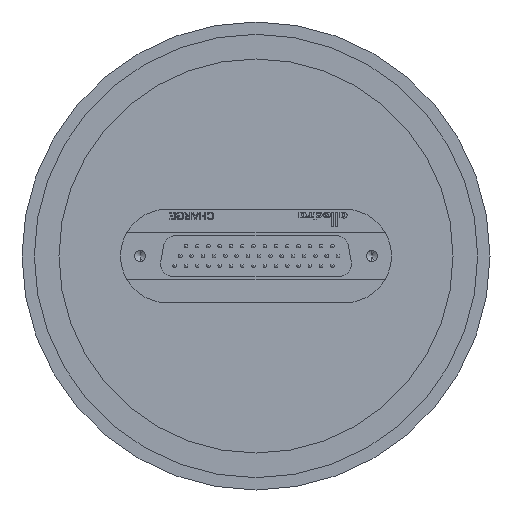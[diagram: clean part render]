
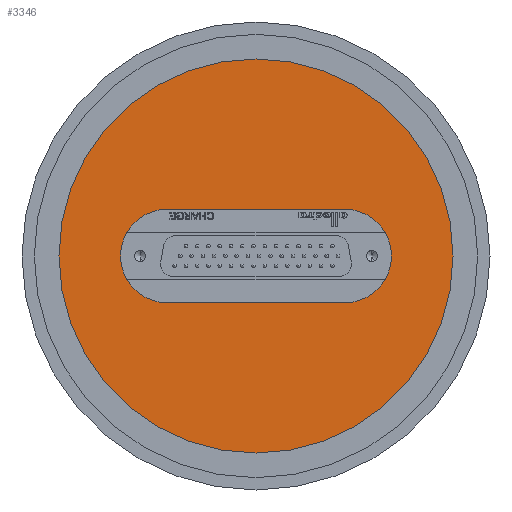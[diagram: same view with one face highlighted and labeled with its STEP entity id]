
A CAD part, front view. The second image highlights one B-rep face of the part: STEP entity #3346.
In plain terms, the highlighted planar face has unit normal (0, -1, 0).
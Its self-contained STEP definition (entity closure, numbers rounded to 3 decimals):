
#4 = AXIS2_PLACEMENT_3D ( 'NONE', #5253, #5056, #7397 ) ;
#84 = VERTEX_POINT ( 'NONE', #5220 ) ;
#505 = DIRECTION ( 'NONE',  ( 1., 0., 0. ) ) ;
#749 = ORIENTED_EDGE ( 'NONE', *, *, #2243, .T. ) ;
#1017 = DIRECTION ( 'NONE',  ( 0., -1., 0. ) ) ;
#1556 = ORIENTED_EDGE ( 'NONE', *, *, #9303, .T. ) ;
#1827 = CIRCLE ( 'NONE', #5473, 40. ) ;
#2014 = CARTESIAN_POINT ( 'NONE',  ( 0., -12., 0. ) ) ;
#2243 = EDGE_CURVE ( 'NONE', #12566, #7071, #14022, .T. ) ;
#2781 = CARTESIAN_POINT ( 'NONE',  ( -18., -12., 9.5 ) ) ;
#2857 = ORIENTED_EDGE ( 'NONE', *, *, #7136, .T. ) ;
#3254 = ORIENTED_EDGE ( 'NONE', *, *, #3288, .T. ) ;
#3288 = EDGE_CURVE ( 'NONE', #6220, #12566, #11163, .T. ) ;
#3346 = ADVANCED_FACE ( 'NONE', ( #6325, #10462 ), #9394, .T. ) ;
#4703 = EDGE_LOOP ( 'NONE', ( #5588, #10056 ) ) ;
#5056 = DIRECTION ( 'NONE',  ( 0., 1., 0. ) ) ;
#5220 = CARTESIAN_POINT ( 'NONE',  ( 18., -12., -9.5 ) ) ;
#5253 = CARTESIAN_POINT ( 'NONE',  ( -18., -12., 0. ) ) ;
#5473 = AXIS2_PLACEMENT_3D ( 'NONE', #11539, #11336, #6061 ) ;
#5588 = ORIENTED_EDGE ( 'NONE', *, *, #11593, .T. ) ;
#5642 = VERTEX_POINT ( 'NONE', #10232 ) ;
#5757 = DIRECTION ( 'NONE',  ( -1., 0., 0. ) ) ;
#6061 = DIRECTION ( 'NONE',  ( 0., 0., -1. ) ) ;
#6191 = CARTESIAN_POINT ( 'NONE',  ( 0., -12., -40. ) ) ;
#6220 = VERTEX_POINT ( 'NONE', #7137 ) ;
#6325 = FACE_BOUND ( 'NONE', #12079, .T. ) ;
#6529 = CIRCLE ( 'NONE', #11751, 9.5 ) ;
#7071 = VERTEX_POINT ( 'NONE', #12034 ) ;
#7136 = EDGE_CURVE ( 'NONE', #7071, #84, #6529, .T. ) ;
#7137 = CARTESIAN_POINT ( 'NONE',  ( -18., -12., -9.5 ) ) ;
#7397 = DIRECTION ( 'NONE',  ( 0., 0., 1. ) ) ;
#7765 = AXIS2_PLACEMENT_3D ( 'NONE', #6191, #13757, #8321 ) ;
#7966 = DIRECTION ( 'NONE',  ( 0., 0., 1. ) ) ;
#8193 = VECTOR ( 'NONE', #505, 1000. ) ;
#8321 = DIRECTION ( 'NONE',  ( 0., 0., -1. ) ) ;
#8870 = VECTOR ( 'NONE', #5757, 1000. ) ;
#8886 = VERTEX_POINT ( 'NONE', #12274 ) ;
#9111 = DIRECTION ( 'NONE',  ( 0., 1., 0. ) ) ;
#9303 = EDGE_CURVE ( 'NONE', #84, #6220, #12031, .T. ) ;
#9394 = PLANE ( 'NONE',  #7765 ) ;
#9787 = EDGE_CURVE ( 'NONE', #8886, #5642, #13927, .T. ) ;
#10056 = ORIENTED_EDGE ( 'NONE', *, *, #9787, .T. ) ;
#10232 = CARTESIAN_POINT ( 'NONE',  ( 0., -12., -40. ) ) ;
#10462 = FACE_OUTER_BOUND ( 'NONE', #4703, .T. ) ;
#11163 = CIRCLE ( 'NONE', #4, 9.5 ) ;
#11314 = CARTESIAN_POINT ( 'NONE',  ( 18., -12., 0. ) ) ;
#11336 = DIRECTION ( 'NONE',  ( 0., -1., 0. ) ) ;
#11404 = CARTESIAN_POINT ( 'NONE',  ( 18., -12., 9.5 ) ) ;
#11539 = CARTESIAN_POINT ( 'NONE',  ( 0., -12., 0. ) ) ;
#11593 = EDGE_CURVE ( 'NONE', #5642, #8886, #1827, .T. ) ;
#11751 = AXIS2_PLACEMENT_3D ( 'NONE', #11314, #9111, #7966 ) ;
#12031 = LINE ( 'NONE', #13178, #8870 ) ;
#12034 = CARTESIAN_POINT ( 'NONE',  ( 18., -12., 9.5 ) ) ;
#12079 = EDGE_LOOP ( 'NONE', ( #2857, #1556, #3254, #749 ) ) ;
#12095 = AXIS2_PLACEMENT_3D ( 'NONE', #2014, #1017, #13735 ) ;
#12274 = CARTESIAN_POINT ( 'NONE',  ( 0., -12., 40. ) ) ;
#12566 = VERTEX_POINT ( 'NONE', #2781 ) ;
#13178 = CARTESIAN_POINT ( 'NONE',  ( 18., -12., -9.5 ) ) ;
#13735 = DIRECTION ( 'NONE',  ( 0., 0., -1. ) ) ;
#13757 = DIRECTION ( 'NONE',  ( 0., -1., 0. ) ) ;
#13927 = CIRCLE ( 'NONE', #12095, 40. ) ;
#14022 = LINE ( 'NONE', #11404, #8193 ) ;
